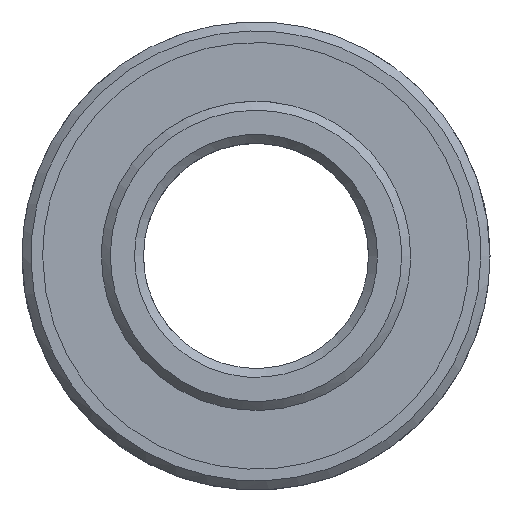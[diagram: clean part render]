
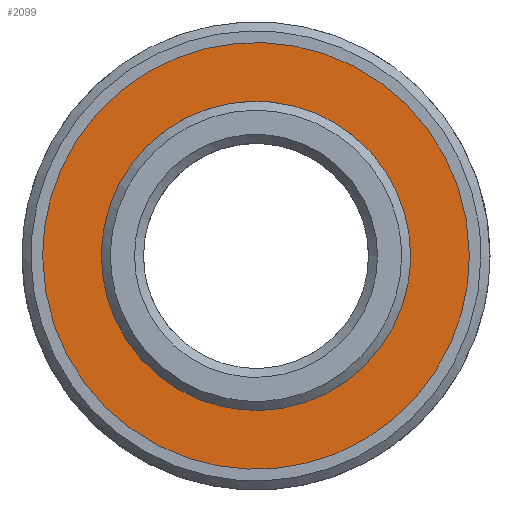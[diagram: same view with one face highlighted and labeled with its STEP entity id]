
A CAD part, top view. The second image highlights one B-rep face of the part: STEP entity #2099.
In plain terms, the highlighted free-form (B-spline) face has degree [1, 1] with [2, 2] control points.
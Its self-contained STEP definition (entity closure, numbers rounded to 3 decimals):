
#2053 = EDGE_CURVE('',#2054,#2056,#2058,.T.);
#2054 = VERTEX_POINT('',#2055);
#2055 = CARTESIAN_POINT('',(23.706,0.,15.));
#2056 = VERTEX_POINT('',#2057);
#2057 = CARTESIAN_POINT('',(-23.706,0.,15.));
#2058 = ( BOUNDED_CURVE() B_SPLINE_CURVE(2,(#2059,#2060,#2061,#2062,
#2063),.UNSPECIFIED.,.F.,.F.) B_SPLINE_CURVE_WITH_KNOTS((3,2,3),(0.,
1.571,3.142),.UNSPECIFIED.) CURVE() 
GEOMETRIC_REPRESENTATION_ITEM() RATIONAL_B_SPLINE_CURVE((1.,
0.707,1.,0.707,1.)) REPRESENTATION_ITEM('') );
#2059 = CARTESIAN_POINT('',(23.706,0.,15.));
#2060 = CARTESIAN_POINT('',(23.706,23.706,15.));
#2061 = CARTESIAN_POINT('',(0.,23.706,15.));
#2062 = CARTESIAN_POINT('',(-23.706,23.706,15.));
#2063 = CARTESIAN_POINT('',(-23.706,0.,15.));
#2065 = EDGE_CURVE('',#2056,#2054,#2066,.T.);
#2066 = ( BOUNDED_CURVE() B_SPLINE_CURVE(2,(#2067,#2068,#2069,#2070,
#2071),.UNSPECIFIED.,.F.,.F.) B_SPLINE_CURVE_WITH_KNOTS((3,2,3),(
    3.142,4.712,6.283),
.PIECEWISE_BEZIER_KNOTS.) CURVE() GEOMETRIC_REPRESENTATION_ITEM() 
RATIONAL_B_SPLINE_CURVE((1.,0.707,1.,0.707,1.)) 
REPRESENTATION_ITEM('') );
#2067 = CARTESIAN_POINT('',(-23.706,0.,15.));
#2068 = CARTESIAN_POINT('',(-23.706,-23.706,15.));
#2069 = CARTESIAN_POINT('',(0.,-23.706,15.));
#2070 = CARTESIAN_POINT('',(23.706,-23.706,15.));
#2071 = CARTESIAN_POINT('',(23.706,0.,15.));
#2099 = ADVANCED_FACE('',(#2100,#2104),#2126,.T.);
#2100 = FACE_BOUND('',#2101,.T.);
#2101 = EDGE_LOOP('',(#2102,#2103));
#2102 = ORIENTED_EDGE('',*,*,#2053,.T.);
#2103 = ORIENTED_EDGE('',*,*,#2065,.T.);
#2104 = FACE_BOUND('',#2105,.T.);
#2105 = EDGE_LOOP('',(#2106,#2118));
#2106 = ORIENTED_EDGE('',*,*,#2107,.F.);
#2107 = EDGE_CURVE('',#2108,#2110,#2112,.T.);
#2108 = VERTEX_POINT('',#2109);
#2109 = CARTESIAN_POINT('',(17.175,0.,15.));
#2110 = VERTEX_POINT('',#2111);
#2111 = CARTESIAN_POINT('',(-17.175,0.,15.));
#2112 = ( BOUNDED_CURVE() B_SPLINE_CURVE(2,(#2113,#2114,#2115,#2116,
#2117),.UNSPECIFIED.,.F.,.F.) B_SPLINE_CURVE_WITH_KNOTS((3,2,3),(0.,
1.571,3.142),.UNSPECIFIED.) CURVE() 
GEOMETRIC_REPRESENTATION_ITEM() RATIONAL_B_SPLINE_CURVE((1.,
0.707,1.,0.707,1.)) REPRESENTATION_ITEM('') );
#2113 = CARTESIAN_POINT('',(17.175,0.,15.));
#2114 = CARTESIAN_POINT('',(17.175,17.175,15.));
#2115 = CARTESIAN_POINT('',(0.,17.175,15.));
#2116 = CARTESIAN_POINT('',(-17.175,17.175,15.));
#2117 = CARTESIAN_POINT('',(-17.175,0.,15.));
#2118 = ORIENTED_EDGE('',*,*,#2119,.F.);
#2119 = EDGE_CURVE('',#2110,#2108,#2120,.T.);
#2120 = ( BOUNDED_CURVE() B_SPLINE_CURVE(2,(#2121,#2122,#2123,#2124,
#2125),.UNSPECIFIED.,.F.,.F.) B_SPLINE_CURVE_WITH_KNOTS((3,2,3),(
    3.142,4.712,6.283),
.PIECEWISE_BEZIER_KNOTS.) CURVE() GEOMETRIC_REPRESENTATION_ITEM() 
RATIONAL_B_SPLINE_CURVE((1.,0.707,1.,0.707,1.)) 
REPRESENTATION_ITEM('') );
#2121 = CARTESIAN_POINT('',(-17.175,0.,15.));
#2122 = CARTESIAN_POINT('',(-17.175,-17.175,15.));
#2123 = CARTESIAN_POINT('',(0.,-17.175,15.));
#2124 = CARTESIAN_POINT('',(17.175,-17.175,15.));
#2125 = CARTESIAN_POINT('',(17.175,0.,15.));
#2126 = B_SPLINE_SURFACE_WITH_KNOTS('',1,1,(
    (#2127,#2128)
    ,(#2129,#2130
    )),.UNSPECIFIED.,.F.,.F.,.F.,(2,2),(2,2),(-4.089,
    0.654),(-2.372,2.372),
  .PIECEWISE_BEZIER_KNOTS.);
#2127 = CARTESIAN_POINT('',(-23.716,-23.716,15.));
#2128 = CARTESIAN_POINT('',(-23.716,23.716,15.));
#2129 = CARTESIAN_POINT('',(23.716,-23.716,15.));
#2130 = CARTESIAN_POINT('',(23.716,23.716,15.));
